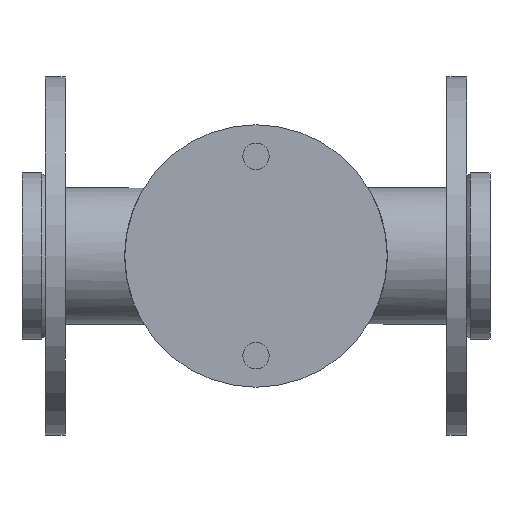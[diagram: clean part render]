
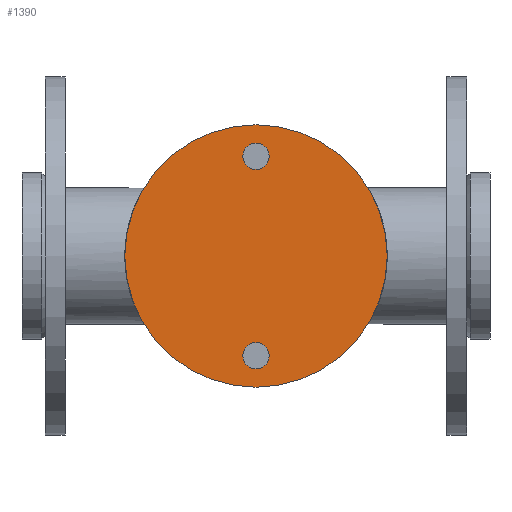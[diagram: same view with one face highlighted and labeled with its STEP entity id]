
A CAD part, front view. The second image highlights one B-rep face of the part: STEP entity #1390.
In plain terms, the highlighted planar face has unit normal (0, -1, 0).
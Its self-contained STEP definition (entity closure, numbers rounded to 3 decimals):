
#171 = EDGE_LOOP ( 'NONE', ( #5462 ) ) ;
#296 = VERTEX_POINT ( 'NONE', #2046 ) ;
#887 = FACE_BOUND ( 'NONE', #3512, .T. ) ;
#1000 = DIRECTION ( 'NONE',  ( 0., 0., -1. ) ) ;
#1386 = FACE_BOUND ( 'NONE', #4181, .T. ) ;
#1390 = ADVANCED_FACE ( 'NONE', ( #887, #1386, #2284 ), #4491, .F. ) ;
#1468 = VERTEX_POINT ( 'NONE', #3221 ) ;
#1625 = CIRCLE ( 'NONE', #3825, 39.5 ) ;
#2039 = AXIS2_PLACEMENT_3D ( 'NONE', #3136, #3551, #3607 ) ;
#2046 = CARTESIAN_POINT ( 'NONE',  ( 0., -42.258, -33.969 ) ) ;
#2284 = FACE_OUTER_BOUND ( 'NONE', #171, .T. ) ;
#2339 = EDGE_CURVE ( 'NONE', #5120, #5120, #1625, .T. ) ;
#2646 = CIRCLE ( 'NONE', #5382, 3.969 ) ;
#2655 = CARTESIAN_POINT ( 'NONE',  ( 0., -42.258, 39.5 ) ) ;
#2878 = ORIENTED_EDGE ( 'NONE', *, *, #5391, .F. ) ;
#3136 = CARTESIAN_POINT ( 'NONE',  ( 0., -42.258, 0. ) ) ;
#3221 = CARTESIAN_POINT ( 'NONE',  ( 0., -42.258, 26.031 ) ) ;
#3369 = CARTESIAN_POINT ( 'NONE',  ( 0., -42.258, -30. ) ) ;
#3468 = DIRECTION ( 'NONE',  ( 0., 1., 0. ) ) ;
#3512 = EDGE_LOOP ( 'NONE', ( #2878 ) ) ;
#3551 = DIRECTION ( 'NONE',  ( 0., 1., 0. ) ) ;
#3570 = AXIS2_PLACEMENT_3D ( 'NONE', #5308, #5365, #1000 ) ;
#3607 = DIRECTION ( 'NONE',  ( 0., 0., 1. ) ) ;
#3825 = AXIS2_PLACEMENT_3D ( 'NONE', #5623, #3468, #4042 ) ;
#3861 = ORIENTED_EDGE ( 'NONE', *, *, #4969, .F. ) ;
#4042 = DIRECTION ( 'NONE',  ( 0., 0., 1. ) ) ;
#4181 = EDGE_LOOP ( 'NONE', ( #3861 ) ) ;
#4491 = PLANE ( 'NONE',  #2039 ) ;
#4575 = CIRCLE ( 'NONE', #3570, 3.969 ) ;
#4576 = DIRECTION ( 'NONE',  ( 0., -1., 0. ) ) ;
#4969 = EDGE_CURVE ( 'NONE', #296, #296, #2646, .T. ) ;
#4999 = DIRECTION ( 'NONE',  ( 0., 0., -1. ) ) ;
#5120 = VERTEX_POINT ( 'NONE', #2655 ) ;
#5308 = CARTESIAN_POINT ( 'NONE',  ( 0., -42.258, 30. ) ) ;
#5365 = DIRECTION ( 'NONE',  ( 0., -1., 0. ) ) ;
#5382 = AXIS2_PLACEMENT_3D ( 'NONE', #3369, #4576, #4999 ) ;
#5391 = EDGE_CURVE ( 'NONE', #1468, #1468, #4575, .T. ) ;
#5462 = ORIENTED_EDGE ( 'NONE', *, *, #2339, .F. ) ;
#5623 = CARTESIAN_POINT ( 'NONE',  ( 0., -42.258, 0. ) ) ;
